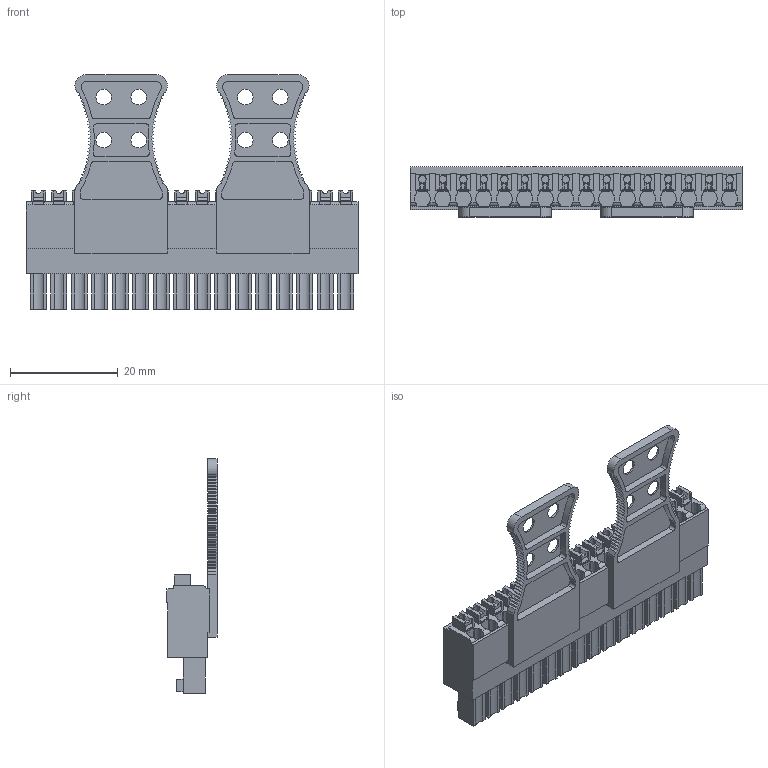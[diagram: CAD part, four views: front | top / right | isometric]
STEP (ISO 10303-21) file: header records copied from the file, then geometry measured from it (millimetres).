
FILE_DESCRIPTION(('CATIA V5 STEP Exchange','CAx-IF Rec.Pracs.--- Model Styling and Organization---1.2---2011-12-15'),'2;1');
FILE_NAME ('D1450033_0', '2018-09-11T12:07:11+00:00', ('none'), ('Weidmueller'), 'CATIA Version 5-6 Release 2014', 'CATIA V5 STEP AP214', 'none');
FILE_SCHEMA(('AUTOMOTIVE_DESIGN { 1 0 10303 214 1 1 1 1 }'));
Length unit declared in the file: millimetre
Products named in the file (1): 1235920000
Bounding box: 61.75 x 9.3 x 43.6 mm (x, y, z)
Volume: 8403 mm3; surface area: 8492.7 mm2
Topology: 19 solids, 19 shells, 1120 faces, 3084 edges, 2056 vertices
Faces by surface type: plane 937, cylinder 151, cone 32
Entity records: 32815 total; most frequent: CARTESIAN_POINT 6313, ORIENTED_EDGE 6168, DIRECTION 4260, EDGE_CURVE 3084, VECTOR 2510, LINE 2510, VERTEX_POINT 2056, EDGE_LOOP 1190
